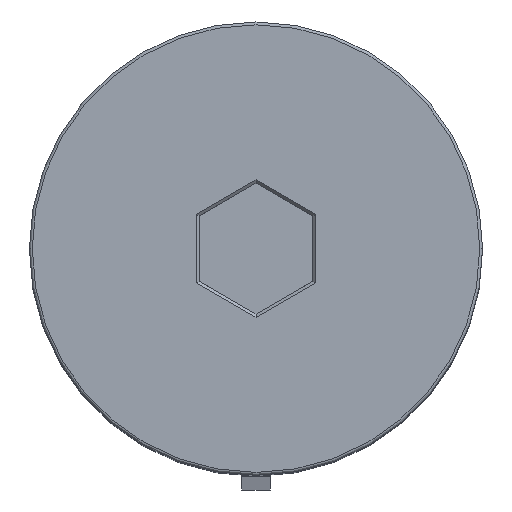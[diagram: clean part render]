
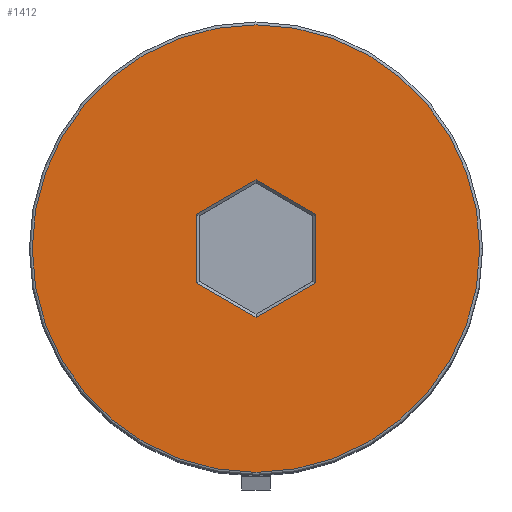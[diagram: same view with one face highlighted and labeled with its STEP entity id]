
A CAD part, top view. The second image highlights one B-rep face of the part: STEP entity #1412.
In plain terms, the highlighted planar face has unit normal (0, 0, 1).
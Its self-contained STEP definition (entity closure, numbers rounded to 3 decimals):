
#5 = EDGE_CURVE ( 'NONE', #1624, #1775, #1335, .T. ) ;
#14 = ORIENTED_EDGE ( 'NONE', *, *, #1951, .T. ) ;
#43 = EDGE_CURVE ( 'NONE', #1532, #1232, #1653, .T. ) ;
#64 = CARTESIAN_POINT ( 'NONE',  ( 2.05, 1.241, 0. ) ) ;
#133 = FACE_BOUND ( 'NONE', #1577, .T. ) ;
#165 = LINE ( 'NONE', #503, #509 ) ;
#193 = CARTESIAN_POINT ( 'NONE',  ( 0., 0., 0. ) ) ;
#232 = EDGE_CURVE ( 'NONE', #1006, #728, #1799, .T. ) ;
#238 = LINE ( 'NONE', #1040, #1160 ) ;
#290 = EDGE_CURVE ( 'NONE', #1396, #549, #165, .T. ) ;
#420 = CARTESIAN_POINT ( 'NONE',  ( -0.05, 2.396, 0. ) ) ;
#463 = DIRECTION ( 'NONE',  ( 0., 0., 1. ) ) ;
#503 = CARTESIAN_POINT ( 'NONE',  ( 0.05, -2.396, 0. ) ) ;
#509 = VECTOR ( 'NONE', #1303, 1000. ) ;
#549 = VERTEX_POINT ( 'NONE', #786 ) ;
#560 = ORIENTED_EDGE ( 'NONE', *, *, #290, .T. ) ;
#623 = FACE_OUTER_BOUND ( 'NONE', #2080, .T. ) ;
#632 = DIRECTION ( 'NONE',  ( 1., 0., 0. ) ) ;
#638 = DIRECTION ( 'NONE',  ( 0., 0., 1. ) ) ;
#656 = ORIENTED_EDGE ( 'NONE', *, *, #1103, .T. ) ;
#689 = CARTESIAN_POINT ( 'NONE',  ( 7.9, 0., 0. ) ) ;
#698 = DIRECTION ( 'NONE',  ( 0.866, 0.5, 0. ) ) ;
#712 = VECTOR ( 'NONE', #1685, 1000. ) ;
#721 = ORIENTED_EDGE ( 'NONE', *, *, #5, .T. ) ;
#728 = VERTEX_POINT ( 'NONE', #689 ) ;
#731 = ORIENTED_EDGE ( 'NONE', *, *, #1352, .T. ) ;
#734 = LINE ( 'NONE', #420, #1669 ) ;
#759 = ORIENTED_EDGE ( 'NONE', *, *, #232, .T. ) ;
#786 = CARTESIAN_POINT ( 'NONE',  ( 0., -2.425, 0. ) ) ;
#858 = EDGE_CURVE ( 'NONE', #1232, #1624, #734, .T. ) ;
#886 = AXIS2_PLACEMENT_3D ( 'NONE', #193, #638, #1110 ) ;
#949 = CARTESIAN_POINT ( 'NONE',  ( 0., 0., 0. ) ) ;
#992 = CARTESIAN_POINT ( 'NONE',  ( 0., 2.425, 0. ) ) ;
#1006 = VERTEX_POINT ( 'NONE', #1737 ) ;
#1040 = CARTESIAN_POINT ( 'NONE',  ( -2.05, -1.241, 0. ) ) ;
#1073 = ORIENTED_EDGE ( 'NONE', *, *, #858, .T. ) ;
#1092 = CIRCLE ( 'NONE', #1765, 7.9 ) ;
#1103 = EDGE_CURVE ( 'NONE', #728, #1006, #1092, .T. ) ;
#1110 = DIRECTION ( 'NONE',  ( 1., 0., 0. ) ) ;
#1111 = CARTESIAN_POINT ( 'NONE',  ( 0., 0., 0. ) ) ;
#1131 = VECTOR ( 'NONE', #1271, 1000. ) ;
#1160 = VECTOR ( 'NONE', #1359, 1000. ) ;
#1205 = DIRECTION ( 'NONE',  ( 0.866, -0.5, 0. ) ) ;
#1232 = VERTEX_POINT ( 'NONE', #1632 ) ;
#1255 = CARTESIAN_POINT ( 'NONE',  ( -2.1, -1.212, 0. ) ) ;
#1271 = DIRECTION ( 'NONE',  ( 0., -1., 0. ) ) ;
#1300 = CARTESIAN_POINT ( 'NONE',  ( 2.1, -1.155, 0. ) ) ;
#1303 = DIRECTION ( 'NONE',  ( -0.866, -0.5, 0. ) ) ;
#1325 = CARTESIAN_POINT ( 'NONE',  ( 2.1, 1.212, 0. ) ) ;
#1335 = LINE ( 'NONE', #64, #1557 ) ;
#1352 = EDGE_CURVE ( 'NONE', #549, #1532, #238, .T. ) ;
#1359 = DIRECTION ( 'NONE',  ( -0.866, 0.5, 0. ) ) ;
#1396 = VERTEX_POINT ( 'NONE', #1663 ) ;
#1412 = ADVANCED_FACE ( 'NONE', ( #623, #133 ), #2023, .T. ) ;
#1486 = CARTESIAN_POINT ( 'NONE',  ( -2.1, 1.155, 0. ) ) ;
#1531 = AXIS2_PLACEMENT_3D ( 'NONE', #1111, #463, #1744 ) ;
#1532 = VERTEX_POINT ( 'NONE', #1255 ) ;
#1557 = VECTOR ( 'NONE', #1205, 1000. ) ;
#1577 = EDGE_LOOP ( 'NONE', ( #560, #731, #1809, #1073, #721, #14 ) ) ;
#1585 = DIRECTION ( 'NONE',  ( 0., 0., 1. ) ) ;
#1591 = LINE ( 'NONE', #1300, #1131 ) ;
#1624 = VERTEX_POINT ( 'NONE', #992 ) ;
#1632 = CARTESIAN_POINT ( 'NONE',  ( -2.1, 1.212, 0. ) ) ;
#1653 = LINE ( 'NONE', #1486, #712 ) ;
#1663 = CARTESIAN_POINT ( 'NONE',  ( 2.1, -1.212, 0. ) ) ;
#1669 = VECTOR ( 'NONE', #698, 1000. ) ;
#1685 = DIRECTION ( 'NONE',  ( 0., 1., 0. ) ) ;
#1737 = CARTESIAN_POINT ( 'NONE',  ( -7.9, 0., 0. ) ) ;
#1744 = DIRECTION ( 'NONE',  ( 1., 0., 0. ) ) ;
#1765 = AXIS2_PLACEMENT_3D ( 'NONE', #949, #1585, #632 ) ;
#1775 = VERTEX_POINT ( 'NONE', #1325 ) ;
#1799 = CIRCLE ( 'NONE', #886, 7.9 ) ;
#1809 = ORIENTED_EDGE ( 'NONE', *, *, #43, .T. ) ;
#1951 = EDGE_CURVE ( 'NONE', #1775, #1396, #1591, .T. ) ;
#2023 = PLANE ( 'NONE',  #1531 ) ;
#2080 = EDGE_LOOP ( 'NONE', ( #656, #759 ) ) ;
